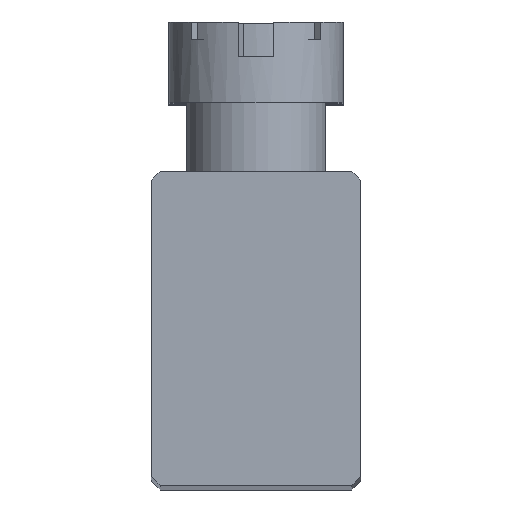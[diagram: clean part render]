
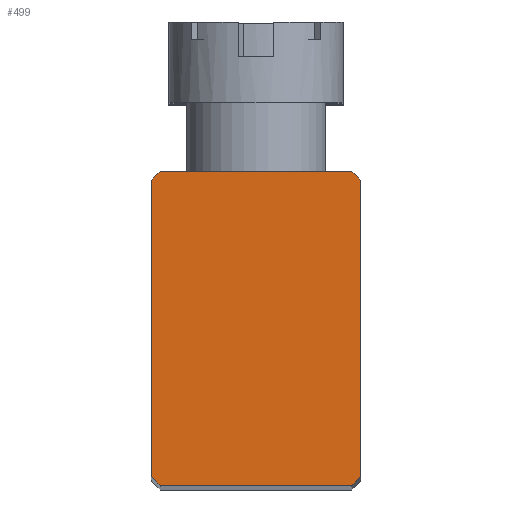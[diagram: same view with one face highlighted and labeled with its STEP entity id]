
A CAD part, top view. The second image highlights one B-rep face of the part: STEP entity #499.
In plain terms, the highlighted planar face has unit normal (0, 0, 1).
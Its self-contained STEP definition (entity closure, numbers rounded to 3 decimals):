
#15 = LINE ( 'NONE', #5430, #5683 ) ;
#89 = EDGE_CURVE ( 'NONE', #1007, #4691, #3995, .T. ) ;
#192 = EDGE_CURVE ( 'NONE', #2586, #4540, #297, .T. ) ;
#246 = CARTESIAN_POINT ( 'NONE',  ( -3., 4.5, 39. ) ) ;
#249 = CARTESIAN_POINT ( 'NONE',  ( 3., -4.25, 39. ) ) ;
#269 = EDGE_CURVE ( 'NONE', #5705, #2586, #3999, .T. ) ;
#274 = EDGE_CURVE ( 'NONE', #4540, #1007, #3274, .T. ) ;
#283 = EDGE_CURVE ( 'NONE', #4691, #5401, #2980, .T. ) ;
#284 = EDGE_CURVE ( 'NONE', #2172, #3553, #2736, .T. ) ;
#297 = LINE ( 'NONE', #4196, #1003 ) ;
#311 = PLANE ( 'NONE',  #1184 ) ;
#460 = EDGE_LOOP ( 'NONE', ( #901, #3860, #3034, #587, #3139, #5386, #4757, #3088 ) ) ;
#499 = ADVANCED_FACE ( 'NONE', ( #1683 ), #311, .T. ) ;
#587 = ORIENTED_EDGE ( 'NONE', *, *, #274, .T. ) ;
#695 = DIRECTION ( 'NONE',  ( 0., -1., 0. ) ) ;
#901 = ORIENTED_EDGE ( 'NONE', *, *, #1894, .T. ) ;
#1003 = VECTOR ( 'NONE', #3701, 1000. ) ;
#1007 = VERTEX_POINT ( 'NONE', #249 ) ;
#1184 = AXIS2_PLACEMENT_3D ( 'NONE', #5862, #5463, #5405 ) ;
#1521 = LINE ( 'NONE', #246, #3871 ) ;
#1574 = CARTESIAN_POINT ( 'NONE',  ( 2.75, -4.5, 39. ) ) ;
#1683 = FACE_OUTER_BOUND ( 'NONE', #460, .T. ) ;
#1831 = DIRECTION ( 'NONE',  ( -0.707, -0.707, 0. ) ) ;
#1841 = CARTESIAN_POINT ( 'NONE',  ( 3., 4.5, 39. ) ) ;
#1863 = CARTESIAN_POINT ( 'NONE',  ( -7.375, -0.125, 39. ) ) ;
#1894 = EDGE_CURVE ( 'NONE', #3553, #5705, #1521, .T. ) ;
#1902 = DIRECTION ( 'NONE',  ( -0.707, 0.707, 0. ) ) ;
#1991 = CARTESIAN_POINT ( 'NONE',  ( 2.75, 4.5, 39. ) ) ;
#2139 = CARTESIAN_POINT ( 'NONE',  ( 4.375, 2.875, 39. ) ) ;
#2140 = CARTESIAN_POINT ( 'NONE',  ( 3., 4.25, 39. ) ) ;
#2172 = VERTEX_POINT ( 'NONE', #5003 ) ;
#2184 = DIRECTION ( 'NONE',  ( 0.707, 0.707, 0. ) ) ;
#2232 = CARTESIAN_POINT ( 'NONE',  ( -0.125, -7.375, 39. ) ) ;
#2262 = VECTOR ( 'NONE', #1831, 1000. ) ;
#2325 = DIRECTION ( 'NONE',  ( 0.707, -0.707, 0. ) ) ;
#2565 = VECTOR ( 'NONE', #1902, 1000. ) ;
#2586 = VERTEX_POINT ( 'NONE', #5496 ) ;
#2590 = CARTESIAN_POINT ( 'NONE',  ( -3., -4.25, 39. ) ) ;
#2648 = VECTOR ( 'NONE', #3347, 1000. ) ;
#2665 = CARTESIAN_POINT ( 'NONE',  ( -2.875, -4.375, 39. ) ) ;
#2736 = LINE ( 'NONE', #1863, #2262 ) ;
#2904 = VECTOR ( 'NONE', #2184, 1000. ) ;
#2980 = LINE ( 'NONE', #2139, #2565 ) ;
#3034 = ORIENTED_EDGE ( 'NONE', *, *, #192, .T. ) ;
#3088 = ORIENTED_EDGE ( 'NONE', *, *, #284, .T. ) ;
#3139 = ORIENTED_EDGE ( 'NONE', *, *, #89, .T. ) ;
#3274 = LINE ( 'NONE', #2232, #2904 ) ;
#3347 = DIRECTION ( 'NONE',  ( 0., 1., 0. ) ) ;
#3553 = VERTEX_POINT ( 'NONE', #4126 ) ;
#3701 = DIRECTION ( 'NONE',  ( 1., 0., 0. ) ) ;
#3860 = ORIENTED_EDGE ( 'NONE', *, *, #269, .T. ) ;
#3871 = VECTOR ( 'NONE', #695, 1000. ) ;
#3995 = LINE ( 'NONE', #1841, #2648 ) ;
#3999 = LINE ( 'NONE', #2665, #5419 ) ;
#4126 = CARTESIAN_POINT ( 'NONE',  ( -3., 4.25, 39. ) ) ;
#4196 = CARTESIAN_POINT ( 'NONE',  ( -3., -4.5, 39. ) ) ;
#4540 = VERTEX_POINT ( 'NONE', #1574 ) ;
#4579 = DIRECTION ( 'NONE',  ( -1., 0., 0. ) ) ;
#4691 = VERTEX_POINT ( 'NONE', #2140 ) ;
#4757 = ORIENTED_EDGE ( 'NONE', *, *, #4833, .T. ) ;
#4833 = EDGE_CURVE ( 'NONE', #5401, #2172, #15, .T. ) ;
#5003 = CARTESIAN_POINT ( 'NONE',  ( -2.75, 4.5, 39. ) ) ;
#5386 = ORIENTED_EDGE ( 'NONE', *, *, #283, .T. ) ;
#5401 = VERTEX_POINT ( 'NONE', #1991 ) ;
#5405 = DIRECTION ( 'NONE',  ( 1., 0., 0. ) ) ;
#5419 = VECTOR ( 'NONE', #2325, 1000. ) ;
#5430 = CARTESIAN_POINT ( 'NONE',  ( -3., 4.5, 39. ) ) ;
#5463 = DIRECTION ( 'NONE',  ( 0., 0., 1. ) ) ;
#5496 = CARTESIAN_POINT ( 'NONE',  ( -2.75, -4.5, 39. ) ) ;
#5683 = VECTOR ( 'NONE', #4579, 1000. ) ;
#5705 = VERTEX_POINT ( 'NONE', #2590 ) ;
#5862 = CARTESIAN_POINT ( 'NONE',  ( -3., -4.5, 39. ) ) ;
